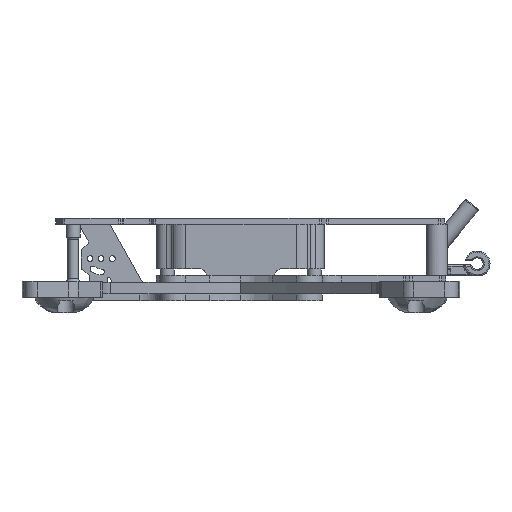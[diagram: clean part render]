
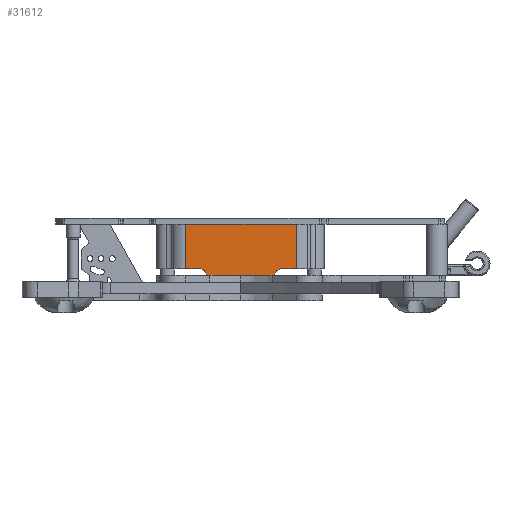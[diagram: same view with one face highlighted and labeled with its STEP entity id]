
A CAD part, front view. The second image highlights one B-rep face of the part: STEP entity #31612.
In plain terms, the highlighted planar face has unit normal (0, -1, 0).
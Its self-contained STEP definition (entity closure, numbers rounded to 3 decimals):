
#2969=FACE_OUTER_BOUND('',#5007,.T.);
#5007=EDGE_LOOP('',(#27271,#27272,#27273,#27274,#27275,#27276,#27277,#27278));
#6737=CIRCLE('',#34612,3.496);
#6743=CIRCLE('',#34624,3.496);
#9330=LINE('',#53664,#12003);
#9338=LINE('',#53703,#12011);
#9349=LINE('',#53748,#12022);
#9350=LINE('',#53752,#12023);
#9363=LINE('',#53791,#12036);
#9364=LINE('',#53793,#12037);
#12003=VECTOR('',#42644,10.);
#12011=VECTOR('',#42682,10.);
#12022=VECTOR('',#42733,10.);
#12023=VECTOR('',#42736,10.);
#12036=VECTOR('',#42785,10.);
#12037=VECTOR('',#42788,10.);
#14784=VERTEX_POINT('',#53661);
#14785=VERTEX_POINT('',#53663);
#14800=VERTEX_POINT('',#53700);
#14801=VERTEX_POINT('',#53702);
#14815=VERTEX_POINT('',#53739);
#14816=VERTEX_POINT('',#53750);
#14817=VERTEX_POINT('',#53751);
#14824=VERTEX_POINT('',#53768);
#19011=EDGE_CURVE('',#14785,#14784,#9330,.T.);
#19031=EDGE_CURVE('',#14800,#14801,#9338,.T.);
#19051=EDGE_CURVE('',#14784,#14815,#6737,.T.);
#19054=EDGE_CURVE('',#14785,#14800,#9349,.T.);
#19055=EDGE_CURVE('',#14816,#14817,#9350,.T.);
#19064=EDGE_CURVE('',#14824,#14816,#6743,.T.);
#19075=EDGE_CURVE('',#14824,#14815,#9363,.T.);
#19076=EDGE_CURVE('',#14817,#14801,#9364,.T.);
#27271=ORIENTED_EDGE('',*,*,#19051,.T.);
#27272=ORIENTED_EDGE('',*,*,#19075,.F.);
#27273=ORIENTED_EDGE('',*,*,#19064,.T.);
#27274=ORIENTED_EDGE('',*,*,#19055,.T.);
#27275=ORIENTED_EDGE('',*,*,#19076,.T.);
#27276=ORIENTED_EDGE('',*,*,#19031,.F.);
#27277=ORIENTED_EDGE('',*,*,#19054,.F.);
#27278=ORIENTED_EDGE('',*,*,#19011,.T.);
#30099=PLANE('',#34637);
#31612=ADVANCED_FACE('',(#2969),#30099,.T.);
#34612=AXIS2_PLACEMENT_3D('',#53741,#42721,#42722);
#34624=AXIS2_PLACEMENT_3D('',#53769,#42752,#42753);
#34637=AXIS2_PLACEMENT_3D('',#53794,#42789,#42790);
#42644=DIRECTION('',(1.,0.,0.));
#42682=DIRECTION('',(1.,0.,0.));
#42721=DIRECTION('center_axis',(0.,1.,0.));
#42722=DIRECTION('ref_axis',(0.,0.,1.));
#42733=DIRECTION('',(0.,0.,1.));
#42736=DIRECTION('',(1.,0.,0.));
#42752=DIRECTION('center_axis',(0.,1.,0.));
#42753=DIRECTION('ref_axis',(0.,0.,-1.));
#42785=DIRECTION('',(-1.,0.,0.));
#42788=DIRECTION('',(0.,0.,1.));
#42789=DIRECTION('center_axis',(0.,-1.,0.));
#42790=DIRECTION('ref_axis',(1.,0.,0.));
#53661=CARTESIAN_POINT('',(63.969,79.826,15.936));
#53663=CARTESIAN_POINT('',(58.472,79.826,15.936));
#53664=CARTESIAN_POINT('',(51.075,79.826,15.936));
#53700=CARTESIAN_POINT('',(58.472,79.826,35.));
#53702=CARTESIAN_POINT('',(106.118,79.826,35.));
#53703=CARTESIAN_POINT('',(70.384,79.826,35.));
#53739=CARTESIAN_POINT('',(67.42,79.826,13.));
#53741=CARTESIAN_POINT('Origin',(63.969,79.826,12.44));
#53748=CARTESIAN_POINT('',(58.472,79.826,13.));
#53750=CARTESIAN_POINT('',(100.258,79.826,15.936));
#53751=CARTESIAN_POINT('',(106.118,79.826,15.936));
#53752=CARTESIAN_POINT('',(79.365,79.826,15.936));
#53768=CARTESIAN_POINT('',(96.808,79.826,13.));
#53769=CARTESIAN_POINT('Origin',(100.258,79.826,12.44));
#53791=CARTESIAN_POINT('',(106.118,79.826,13.));
#53793=CARTESIAN_POINT('',(106.118,79.826,13.));
#53794=CARTESIAN_POINT('Origin',(58.472,79.826,13.));
